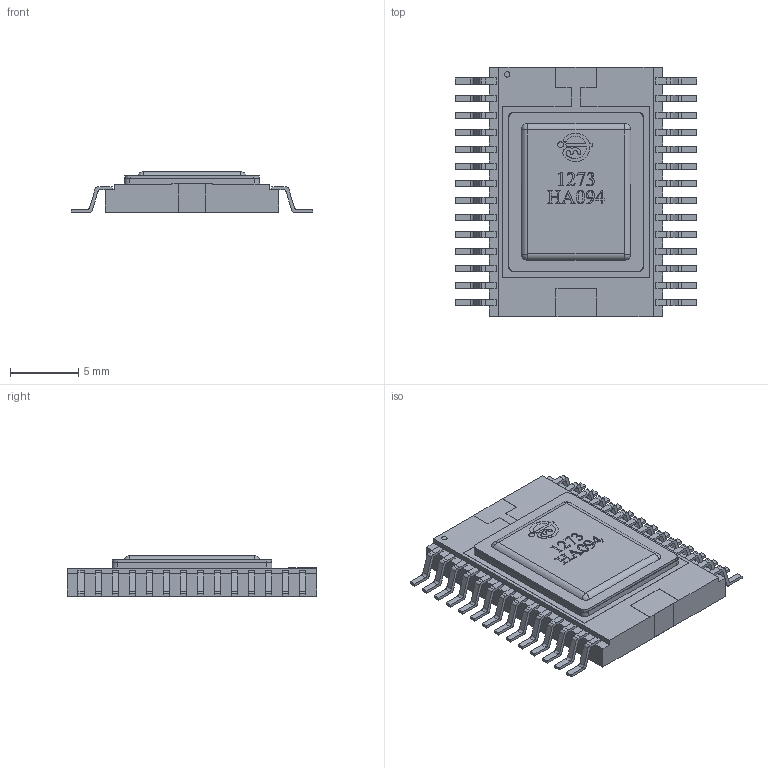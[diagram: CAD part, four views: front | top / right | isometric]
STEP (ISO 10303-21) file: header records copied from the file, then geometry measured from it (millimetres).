
FILE_DESCRIPTION(/* description */ ('Unknown'),/* implementation_level */ '2;1');
FILE_NAME(/* name */ '4119.28-1_1273НА094',/* time_stamp */ '2021-01-20T23:27:35+03:00',/* author */ ('Unknown'),/* organization */ ('Unknown'),/* preprocessor_version */ 'ST-DEVELOPER v16.7',/* originating_system */ 'Solid Edge',/* authorisation */ 'Unknown');
FILE_SCHEMA (('AUTOMOTIVE_DESIGN {1 0 10303 214 3 1 1}'));
Length unit declared in the file: millimetre
Products named in the file (1): 4119.28-1_1273芡094
Bounding box: 17.7 x 18.25 x 2.99 mm (x, y, z)
Volume: 570.7 mm3; surface area: 770.3 mm2
Topology: 1 solids, 1 shells, 628 faces, 1762 edges, 1152 vertices
Faces by surface type: plane 449, cylinder 149, bspline 30
Full cylindrical faces by diameter (mm): 0.392 x1, 0.427 x1
Entity records: 25733 total; most frequent: CARTESIAN_POINT 5111, ORIENTED_EDGE 3508, DIRECTION 3178, EDGE_CURVE 1754, LINE 1400, VECTOR 1400, VERTEX_POINT 1152, AXIS2_PLACEMENT_3D 889
